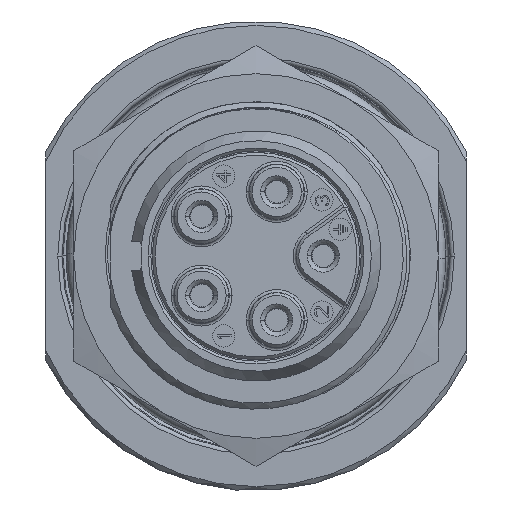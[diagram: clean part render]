
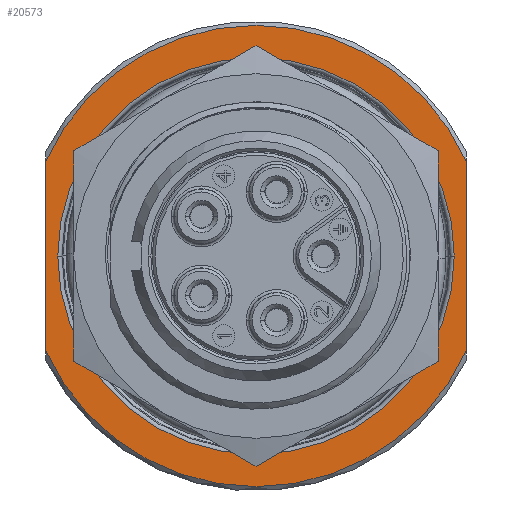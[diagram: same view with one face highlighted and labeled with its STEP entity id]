
A CAD part, left-side view. The second image highlights one B-rep face of the part: STEP entity #20573.
In plain terms, the highlighted planar face has unit normal (-1, 0, 0).
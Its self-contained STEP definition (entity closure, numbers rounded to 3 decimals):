
#274=DIRECTION('',(0.,0.,-1.));
#275=VECTOR('',#274,13.506);
#276=CARTESIAN_POINT('',(20.5,15.,6.753));
#277=LINE('1702',#276,#275);
#278=CARTESIAN_POINT('',(20.5,0.,0.));
#279=DIRECTION('',(1.,0.,0.));
#280=DIRECTION('',(0.,0.912,0.411));
#281=AXIS2_PLACEMENT_3D('',#278,#279,#280);
#283=DIRECTION('',(0.,0.,1.));
#284=VECTOR('',#283,13.506);
#285=CARTESIAN_POINT('',(20.5,-15.,-6.753));
#286=LINE('1703',#285,#284);
#287=CARTESIAN_POINT('',(20.5,0.,0.));
#288=DIRECTION('',(-1.,0.,0.));
#289=DIRECTION('',(0.,0.912,-0.411));
#290=AXIS2_PLACEMENT_3D('',#287,#288,#289);
#302=CARTESIAN_POINT('',(20.5,0.,0.));
#303=DIRECTION('',(1.,0.,0.));
#304=DIRECTION('',(0.,-1.,0.));
#305=AXIS2_PLACEMENT_3D('',#302,#303,#304);
#317=CARTESIAN_POINT('',(20.5,0.,0.));
#318=DIRECTION('',(1.,0.,0.));
#319=DIRECTION('',(0.,1.,0.));
#320=AXIS2_PLACEMENT_3D('',#317,#318,#319);
#17172=CARTESIAN_POINT('',(20.5,15.,6.753));
#17173=CARTESIAN_POINT('',(20.5,15.,-6.753));
#17174=VERTEX_POINT('',#17172);
#17175=VERTEX_POINT('',#17173);
#17176=CARTESIAN_POINT('',(20.5,-15.,-6.753));
#17177=CARTESIAN_POINT('',(20.5,-15.,6.753));
#17178=VERTEX_POINT('',#17176);
#17179=VERTEX_POINT('',#17177);
#17216=CARTESIAN_POINT('',(20.5,-14.139,0.));
#17217=CARTESIAN_POINT('',(20.5,14.139,0.));
#17218=VERTEX_POINT('',#17216);
#17219=VERTEX_POINT('',#17217);
#20555=CARTESIAN_POINT('',(20.5,0.,0.));
#20556=DIRECTION('',(1.,0.,0.));
#20557=DIRECTION('',(0.,-1.,0.));
#20558=AXIS2_PLACEMENT_3D('',#20555,#20556,#20557);
#20559=PLANE('249',#20558);
#20560=ORIENTED_EDGE('1702',*,*,#20468,.F.);
#20562=ORIENTED_EDGE('1717',*,*,#20561,.T.);
#20563=ORIENTED_EDGE('1703',*,*,#20505,.F.);
#20564=ORIENTED_EDGE('1721',*,*,#20548,.F.);
#20565=EDGE_LOOP('249',(#20560,#20562,#20563,#20564));
#20566=FACE_OUTER_BOUND('249',#20565,.F.);
#20568=ORIENTED_EDGE('1743',*,*,#20567,.F.);
#20570=ORIENTED_EDGE('1745',*,*,#20569,.F.);
#20571=EDGE_LOOP('249',(#20568,#20570));
#20572=FACE_BOUND('249',#20571,.F.);
#282=CIRCLE('1717',#281,16.45);
#291=CIRCLE('1721',#290,16.45);
#306=CIRCLE('1743',#305,14.139);
#321=CIRCLE('1745',#320,14.139);
#20468=EDGE_CURVE('1702',#17174,#17175,#277,.T.);
#20505=EDGE_CURVE('1703',#17178,#17179,#286,.T.);
#20548=EDGE_CURVE('1721',#17175,#17178,#291,.T.);
#20561=EDGE_CURVE('1717',#17174,#17179,#282,.T.);
#20567=EDGE_CURVE('1743',#17218,#17219,#306,.T.);
#20569=EDGE_CURVE('1745',#17219,#17218,#321,.T.);
#20573=ADVANCED_FACE('249',(#20566,#20572),#20559,.F.);
